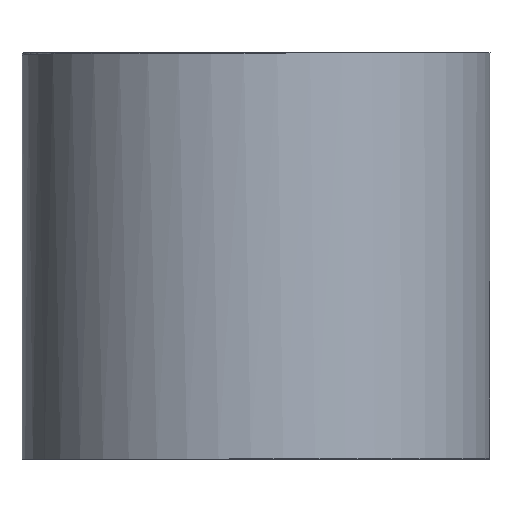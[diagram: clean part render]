
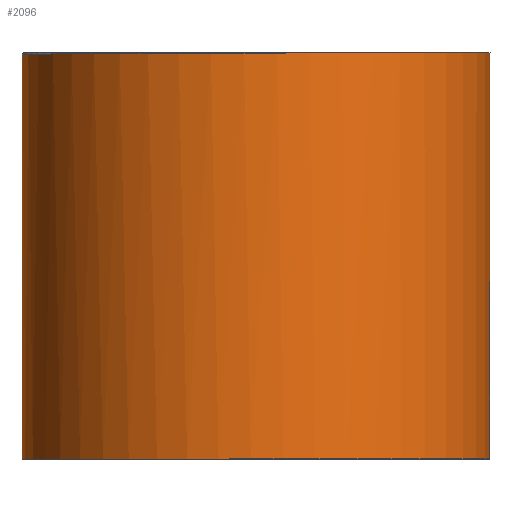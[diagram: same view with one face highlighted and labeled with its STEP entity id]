
A CAD part, front view. The second image highlights one B-rep face of the part: STEP entity #2096.
In plain terms, the highlighted cylindrical face has radius 17.25 mm (diameter 34.5 mm), a partial arc.
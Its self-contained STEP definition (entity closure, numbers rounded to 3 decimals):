
#173=FACE_OUTER_BOUND('',#300,.T.);
#300=EDGE_LOOP('',(#1697,#1698,#1699,#1700,#1701,#1702,#1703,#1704));
#346=CIRCLE('',#2201,17.25);
#350=CIRCLE('',#2209,17.25);
#471=B_SPLINE_CURVE_WITH_KNOTS('',3,(#4376,#4377,#4378,#4379,#4380,#4381,
#4382,#4383,#4384,#4385,#4386),.UNSPECIFIED.,.F.,.F.,(4,1,1,1,1,1,1,1,4),
(5.767,6.655,7.543,8.431,9.319,
10.207,10.651,11.095,11.983),
 .UNSPECIFIED.);
#495=B_SPLINE_CURVE_WITH_KNOTS('',3,(#4871,#4872,#4873,#4874,#4875,#4876,
#4877,#4878,#4879),.UNSPECIFIED.,.F.,.F.,(4,1,1,1,1,1,4),(0.,0.021,
0.025,0.033,0.041,0.045,
0.05),.UNSPECIFIED.);
#497=B_SPLINE_CURVE_WITH_KNOTS('',3,(#4961,#4962,#4963,#4964,#4965,#4966,
#4967,#4968,#4969,#4970,#4971,#4972),.UNSPECIFIED.,.F.,.F.,(4,1,1,1,1,1,
1,1,1,4),(5.784,6.229,6.674,7.563,
8.453,9.342,10.232,10.677,11.122,
12.011),.UNSPECIFIED.);
#521=B_SPLINE_CURVE_WITH_KNOTS('',3,(#5366,#5367,#5368,#5369,#5370),
 .UNSPECIFIED.,.F.,.F.,(4,1,4),(0.,0.037,0.05),
 .UNSPECIFIED.);
#650=LINE('',#6152,#737);
#651=LINE('',#6172,#738);
#737=VECTOR('',#2590,10.);
#738=VECTOR('',#2593,10.);
#855=VERTEX_POINT('',#4368);
#856=VERTEX_POINT('',#4375);
#870=VERTEX_POINT('',#4796);
#871=VERTEX_POINT('',#4861);
#873=VERTEX_POINT('',#4953);
#874=VERTEX_POINT('',#4960);
#888=VERTEX_POINT('',#5323);
#889=VERTEX_POINT('',#5360);
#1099=EDGE_CURVE('',#855,#856,#471,.T.);
#1123=EDGE_CURVE('',#871,#870,#495,.T.);
#1125=EDGE_CURVE('',#873,#874,#497,.T.);
#1149=EDGE_CURVE('',#889,#888,#521,.T.);
#1159=EDGE_CURVE('',#856,#889,#346,.T.);
#1179=EDGE_CURVE('',#874,#871,#350,.T.);
#1226=EDGE_CURVE('',#888,#873,#650,.T.);
#1231=EDGE_CURVE('',#870,#855,#651,.T.);
#1697=ORIENTED_EDGE('',*,*,#1123,.F.);
#1698=ORIENTED_EDGE('',*,*,#1179,.F.);
#1699=ORIENTED_EDGE('',*,*,#1125,.F.);
#1700=ORIENTED_EDGE('',*,*,#1226,.F.);
#1701=ORIENTED_EDGE('',*,*,#1149,.F.);
#1702=ORIENTED_EDGE('',*,*,#1159,.F.);
#1703=ORIENTED_EDGE('',*,*,#1099,.F.);
#1704=ORIENTED_EDGE('',*,*,#1231,.F.);
#1984=CYLINDRICAL_SURFACE('',#2252,17.25);
#2096=ADVANCED_FACE('',(#173),#1984,.T.);
#2201=AXIS2_PLACEMENT_3D('',#5408,#2461,#2462);
#2209=AXIS2_PLACEMENT_3D('',#5464,#2491,#2492);
#2252=AXIS2_PLACEMENT_3D('',#6171,#2591,#2592);
#2461=DIRECTION('center_axis',(0.,0.,1.));
#2462=DIRECTION('ref_axis',(1.,0.,0.));
#2491=DIRECTION('center_axis',(0.,0.,-1.));
#2492=DIRECTION('ref_axis',(1.,0.,0.));
#2590=DIRECTION('',(0.,0.,-1.));
#2591=DIRECTION('center_axis',(0.,0.,1.));
#2592=DIRECTION('ref_axis',(0.,-1.,0.));
#2593=DIRECTION('',(0.,0.,1.));
#4368=CARTESIAN_POINT('',(-15.244,-41.927,22.057));
#4375=CARTESIAN_POINT('',(17.25,-49.894,22.5));
#4376=CARTESIAN_POINT('Ctrl Pts',(-15.244,-41.927,22.057));
#4377=CARTESIAN_POINT('Ctrl Pts',(-16.664,-44.607,22.183));
#4378=CARTESIAN_POINT('Ctrl Pts',(-18.041,-50.689,22.314));
#4379=CARTESIAN_POINT('Ctrl Pts',(-15.297,-59.573,22.408));
#4380=CARTESIAN_POINT('Ctrl Pts',(-8.535,-65.893,22.444));
#4381=CARTESIAN_POINT('Ctrl Pts',(0.454,-68.038,22.462));
#4382=CARTESIAN_POINT('Ctrl Pts',(7.85,-65.863,22.473));
#4383=CARTESIAN_POINT('Ctrl Pts',(12.517,-62.15,22.483));
#4384=CARTESIAN_POINT('Ctrl Pts',(16.13,-57.299,22.492));
#4385=CARTESIAN_POINT('Ctrl Pts',(17.268,-52.892,22.5));
#4386=CARTESIAN_POINT('Ctrl Pts',(17.25,-49.894,22.5));
#4796=CARTESIAN_POINT('',(-15.244,-41.927,-7.487));
#4861=CARTESIAN_POINT('',(-15.47,-42.367,-7.5));
#4871=CARTESIAN_POINT('Ctrl Pts',(-15.47,-42.367,-7.5));
#4872=CARTESIAN_POINT('Ctrl Pts',(-15.439,-42.306,-7.5));
#4873=CARTESIAN_POINT('Ctrl Pts',(-15.402,-42.232,-7.499));
#4874=CARTESIAN_POINT('Ctrl Pts',(-15.352,-42.134,-7.496));
#4875=CARTESIAN_POINT('Ctrl Pts',(-15.321,-42.073,-7.494));
#4876=CARTESIAN_POINT('Ctrl Pts',(-15.289,-42.012,-7.492));
#4877=CARTESIAN_POINT('Ctrl Pts',(-15.263,-41.963,-7.489));
#4878=CARTESIAN_POINT('Ctrl Pts',(-15.251,-41.939,-7.488));
#4879=CARTESIAN_POINT('Ctrl Pts',(-15.244,-41.927,-7.487));
#4953=CARTESIAN_POINT('',(15.244,-41.927,-7.143));
#4960=CARTESIAN_POINT('',(-17.25,-49.894,-7.5));
#4961=CARTESIAN_POINT('Ctrl Pts',(15.244,-41.927,-7.143));
#4962=CARTESIAN_POINT('Ctrl Pts',(15.947,-43.253,-7.281));
#4963=CARTESIAN_POINT('Ctrl Pts',(16.999,-46.083,-7.371));
#4964=CARTESIAN_POINT('Ctrl Pts',(17.585,-52.103,-7.403));
#4965=CARTESIAN_POINT('Ctrl Pts',(15.342,-59.507,-7.429));
#4966=CARTESIAN_POINT('Ctrl Pts',(8.594,-65.864,-7.447));
#4967=CARTESIAN_POINT('Ctrl Pts',(-0.402,-68.043,
-7.462));
#4968=CARTESIAN_POINT('Ctrl Pts',(-7.819,-65.881,-7.474));
#4969=CARTESIAN_POINT('Ctrl Pts',(-12.5,-62.168,-7.483));
#4970=CARTESIAN_POINT('Ctrl Pts',(-16.126,-57.313,-7.492));
#4971=CARTESIAN_POINT('Ctrl Pts',(-17.268,-52.898,-7.5));
#4972=CARTESIAN_POINT('Ctrl Pts',(-17.25,-49.894,-7.5));
#5323=CARTESIAN_POINT('',(15.244,-41.927,22.497));
#5360=CARTESIAN_POINT('',(15.47,-42.368,22.5));
#5366=CARTESIAN_POINT('Ctrl Pts',(15.47,-42.368,22.5));
#5367=CARTESIAN_POINT('Ctrl Pts',(15.415,-42.257,22.5));
#5368=CARTESIAN_POINT('Ctrl Pts',(15.34,-42.109,22.499));
#5369=CARTESIAN_POINT('Ctrl Pts',(15.263,-41.963,22.498));
#5370=CARTESIAN_POINT('Ctrl Pts',(15.244,-41.927,22.497));
#5408=CARTESIAN_POINT('Origin',(0.,-50.,22.5));
#5464=CARTESIAN_POINT('Origin',(0.,-50.,-7.5));
#6152=CARTESIAN_POINT('',(15.244,-41.927,0.));
#6171=CARTESIAN_POINT('Origin',(0.,-50.,0.));
#6172=CARTESIAN_POINT('',(-15.244,-41.927,0.));
